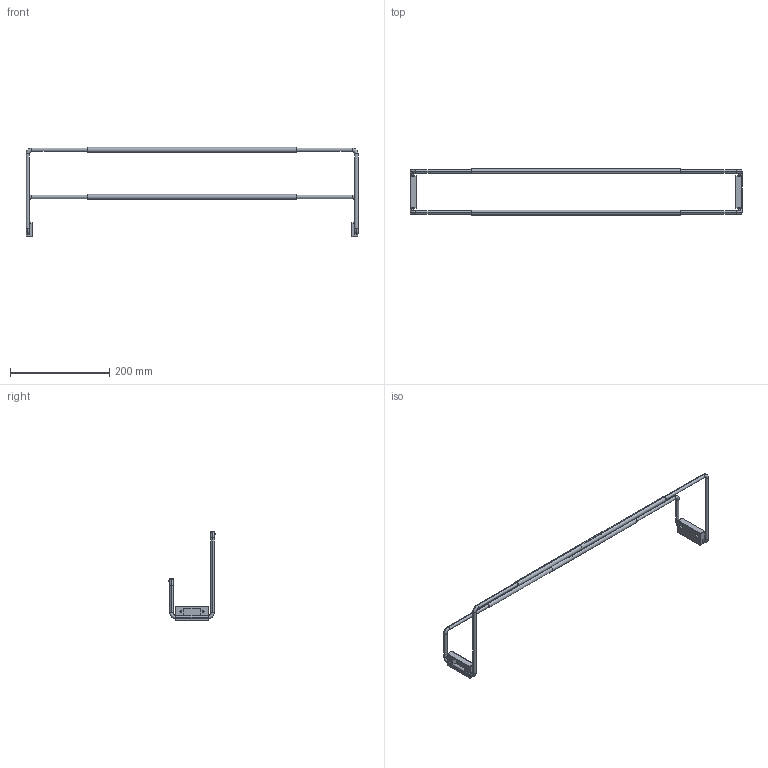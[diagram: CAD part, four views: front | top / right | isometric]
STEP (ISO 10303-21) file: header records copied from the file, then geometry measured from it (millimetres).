
FILE_DESCRIPTION (( 'STEP AP214' ), '1' );
FILE_NAME ('09 - 390970 - ZAPATERO EXTENSIBLE 620-960D.STEP', '2022-11-16T19:42:42', ( '' ), ( '' ), 'SwSTEP 2.0', 'SolidWorks 2018', '' );
FILE_SCHEMA (( 'AUTOMOTIVE_DESIGN' ));
Length unit declared in the file: millimetre
Products named in the file (5): Estructura DCHA ZAPATERO EXT PEQ^09 - 390970 - ZAPATERO EXTENSIBLE 620-960D; SimetríaEstructura DCHA ZAPATERO EXT PEQ^09 - 390970 - ZAPATERO EXTENSIBLE 620-960D; Tubo de extension 422^09 - 390970 - ZAPATERO EXTENSIBLE 620-960D; S0010007 brida^09 - 390970 - ZAPATERO EXTENSIBLE 620-960D; 09 - 390970 - ZAPATERO EXTENSIBLE 620-960D
Assembly tree (6 placements, depth 2):
  09 - 390970 - ZAPATERO EXTENSIBLE 620-960D
    Estructura DCHA ZAPATERO EXT PEQ^09 - 390970 - ZAPATERO EXTENSIBLE 620-960D
    Tubo de extension 422^09 - 390970 - ZAPATERO EXTENSIBLE 620-960D  x2
    S0010007 brida^09 - 390970 - ZAPATERO EXTENSIBLE 620-960D  x2
    SimetríaEstructura DCHA ZAPATERO EXT PEQ^09 - 390970 - ZAPATERO EXTENSIBLE 620-960D
Bounding box: 670 x 93 x 180.5 mm (x, y, z)
Volume: 125677.2 mm3; surface area: 103432.3 mm2
Topology: 6 solids, 6 shells, 164 faces, 400 edges, 240 vertices
Faces by surface type: cylinder 64, plane 36, bspline 24, torus 16, cone 16, sphere 8
Entity records: 3480 total; most frequent: CARTESIAN_POINT 741, DIRECTION 600, ORIENTED_EDGE 508, AXIS2_PLACEMENT_3D 255, EDGE_CURVE 254, VERTEX_POINT 156, CIRCLE 152, EDGE_LOOP 112
